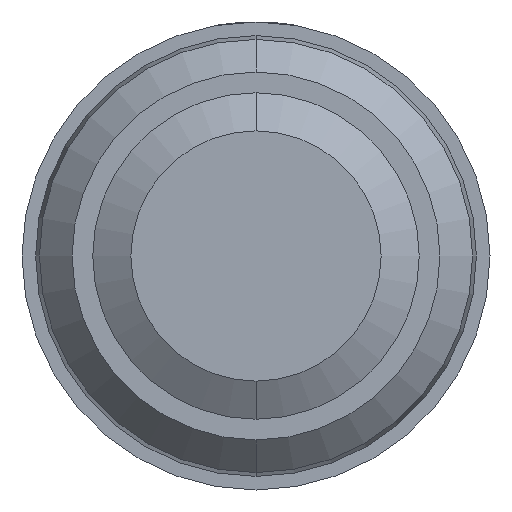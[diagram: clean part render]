
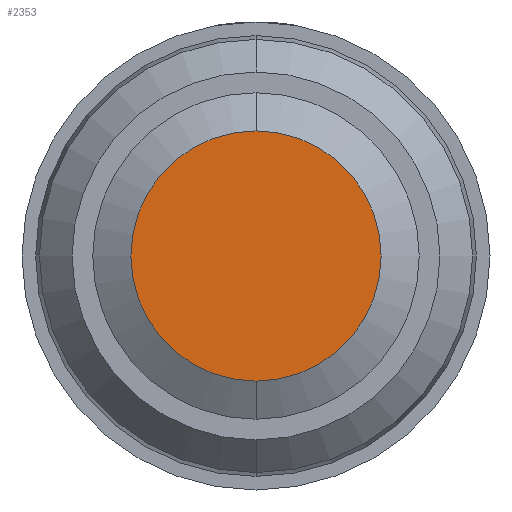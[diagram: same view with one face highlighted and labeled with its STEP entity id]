
A CAD part, front view. The second image highlights one B-rep face of the part: STEP entity #2353.
In plain terms, the highlighted planar face has unit normal (0, -1, 0).
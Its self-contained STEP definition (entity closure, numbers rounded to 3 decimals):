
#14 = VERTEX_POINT ( 'NONE', #2641 ) ;
#490 = CARTESIAN_POINT ( 'NONE',  ( 0., -22., 0. ) ) ;
#601 = AXIS2_PLACEMENT_3D ( 'NONE', #490, #1444, #2049 ) ;
#699 = CARTESIAN_POINT ( 'NONE',  ( 1.5, -22., 0. ) ) ;
#754 = EDGE_CURVE ( 'Defeature ausgef�hrt2_2+Defeature ausgef�hrt2_1+Defeature ausgef�hrt2_1+Defeature ausgef�hrt2_1', #3705, #14, #2882, .T. ) ;
#997 = PLANE ( 'NONE',  #3829 ) ;
#1095 = EDGE_CURVE ( 'Defeature ausgef�hrt2_2+Defeature ausgef�hrt2_1+Defeature ausgef�hrt2_1+Defeature ausgef�hrt2_1', #14, #3705, #2432, .T. ) ;
#1167 = DIRECTION ( 'NONE',  ( 0., -1., 0. ) ) ;
#1232 = EDGE_LOOP ( 'NONE', ( #2875, #1499 ) ) ;
#1444 = DIRECTION ( 'NONE',  ( 0., -1., 0. ) ) ;
#1499 = ORIENTED_EDGE ( 'NONE', *, *, #1095, .T. ) ;
#1879 = CARTESIAN_POINT ( 'NONE',  ( 0., -22., 1.15 ) ) ;
#2049 = DIRECTION ( 'NONE',  ( 0., 0., 1. ) ) ;
#2117 = CARTESIAN_POINT ( 'NONE',  ( 0., -22., 0. ) ) ;
#2272 = DIRECTION ( 'NONE',  ( 0., 0., 1. ) ) ;
#2353 = ADVANCED_FACE ( 'Defeature ausgef�hrt2_2', ( #3656 ), #997, .F. ) ;
#2408 = DIRECTION ( 'NONE',  ( 0., 0., 1. ) ) ;
#2432 = CIRCLE ( 'NONE', #2712, 1.15 ) ;
#2641 = CARTESIAN_POINT ( 'NONE',  ( 0., -22., -1.15 ) ) ;
#2712 = AXIS2_PLACEMENT_3D ( 'NONE', #2117, #1167, #2408 ) ;
#2875 = ORIENTED_EDGE ( 'NONE', *, *, #754, .T. ) ;
#2882 = CIRCLE ( 'NONE', #601, 1.15 ) ;
#3539 = DIRECTION ( 'NONE',  ( 0., 1., 0. ) ) ;
#3656 = FACE_OUTER_BOUND ( 'NONE', #1232, .T. ) ;
#3705 = VERTEX_POINT ( 'NONE', #1879 ) ;
#3829 = AXIS2_PLACEMENT_3D ( 'NONE', #699, #3539, #2272 ) ;
